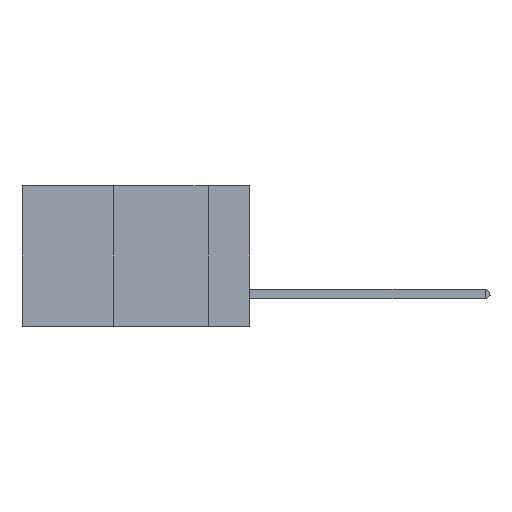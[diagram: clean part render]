
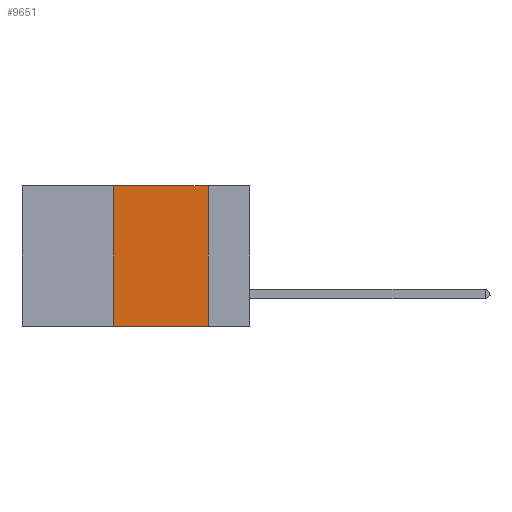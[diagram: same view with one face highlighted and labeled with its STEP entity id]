
A CAD part, left-side view. The second image highlights one B-rep face of the part: STEP entity #9651.
In plain terms, the highlighted planar face has unit normal (-1, 0, 0).
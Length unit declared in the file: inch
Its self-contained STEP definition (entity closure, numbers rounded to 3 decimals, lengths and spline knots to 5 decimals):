
#134 = DIRECTION ( 'NONE',  ( 0., 0., -1. ) ) ;
#233 = ORIENTED_EDGE ( 'NONE', *, *, #13053, .F. ) ;
#286 = CARTESIAN_POINT ( 'NONE',  ( 0., 0.6, 0. ) ) ;
#2009 = DIRECTION ( 'NONE',  ( 0., 0., -1. ) ) ;
#2641 = CARTESIAN_POINT ( 'NONE',  ( 0., 0.36, 0. ) ) ;
#3141 = CARTESIAN_POINT ( 'NONE',  ( 0., 0.6, -0.37 ) ) ;
#3247 = DIRECTION ( 'NONE',  ( 0., -1., 0. ) ) ;
#4703 = ORIENTED_EDGE ( 'NONE', *, *, #11015, .F. ) ;
#4818 = LINE ( 'NONE', #286, #8211 ) ;
#4963 = AXIS2_PLACEMENT_3D ( 'NONE', #11642, #10369, #134 ) ;
#5193 = DIRECTION ( 'NONE',  ( 0., 0., 1. ) ) ;
#6150 = VECTOR ( 'NONE', #3247, 39.37008 ) ;
#8211 = VECTOR ( 'NONE', #10667, 39.37008 ) ;
#8573 = VERTEX_POINT ( 'NONE', #2641 ) ;
#8798 = CARTESIAN_POINT ( 'NONE',  ( 0., 0.11, 0. ) ) ;
#9236 = CARTESIAN_POINT ( 'NONE',  ( 0., 0.11, 0. ) ) ;
#9632 = VERTEX_POINT ( 'NONE', #9236 ) ;
#9651 = ADVANCED_FACE ( 'NONE', ( #14475 ), #11588, .F. ) ;
#9850 = ORIENTED_EDGE ( 'NONE', *, *, #10905, .F. ) ;
#10018 = VERTEX_POINT ( 'NONE', #12815 ) ;
#10068 = EDGE_LOOP ( 'NONE', ( #9850, #4703, #233, #13292 ) ) ;
#10311 = LINE ( 'NONE', #12107, #11028 ) ;
#10369 = DIRECTION ( 'NONE',  ( 1., 0., 0. ) ) ;
#10667 = DIRECTION ( 'NONE',  ( 0., -1., 0. ) ) ;
#10905 = EDGE_CURVE ( 'NONE', #9632, #12127, #15004, .T. ) ;
#11015 = EDGE_CURVE ( 'NONE', #8573, #9632, #4818, .T. ) ;
#11028 = VECTOR ( 'NONE', #5193, 39.37008 ) ;
#11588 = PLANE ( 'NONE',  #4963 ) ;
#11642 = CARTESIAN_POINT ( 'NONE',  ( 0., 0.6, 0. ) ) ;
#11926 = LINE ( 'NONE', #3141, #6150 ) ;
#12107 = CARTESIAN_POINT ( 'NONE',  ( 0., 0.36, 0. ) ) ;
#12127 = VERTEX_POINT ( 'NONE', #13991 ) ;
#12815 = CARTESIAN_POINT ( 'NONE',  ( 0., 0.36, -0.37 ) ) ;
#13053 = EDGE_CURVE ( 'NONE', #10018, #8573, #10311, .T. ) ;
#13292 = ORIENTED_EDGE ( 'NONE', *, *, #13760, .T. ) ;
#13760 = EDGE_CURVE ( 'NONE', #10018, #12127, #11926, .T. ) ;
#13991 = CARTESIAN_POINT ( 'NONE',  ( 0., 0.11, -0.37 ) ) ;
#14094 = VECTOR ( 'NONE', #2009, 39.37008 ) ;
#14475 = FACE_OUTER_BOUND ( 'NONE', #10068, .T. ) ;
#15004 = LINE ( 'NONE', #8798, #14094 ) ;
